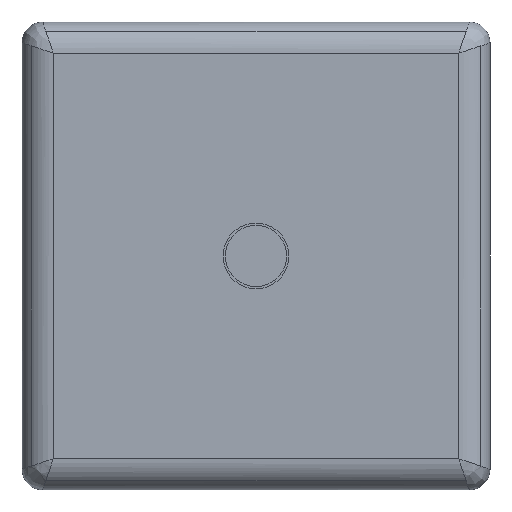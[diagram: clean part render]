
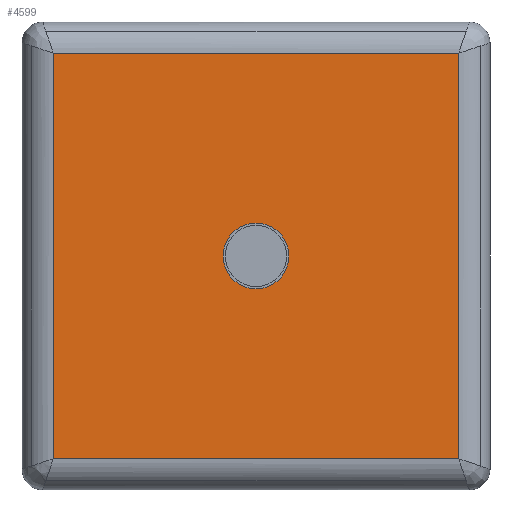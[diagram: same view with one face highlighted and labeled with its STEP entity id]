
A CAD part, top view. The second image highlights one B-rep face of the part: STEP entity #4599.
In plain terms, the highlighted planar face has unit normal (0, 0, 1).
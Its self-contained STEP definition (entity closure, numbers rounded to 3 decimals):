
#40 = VERTEX_POINT ( 'NONE', #3015 ) ;
#42 = AXIS2_PLACEMENT_3D ( 'NONE', #2065, #5464, #1627 ) ;
#162 = CARTESIAN_POINT ( 'NONE',  ( 22.5, -19.338, 3. ) ) ;
#190 = EDGE_CURVE ( 'NONE', #4011, #1386, #1874, .T. ) ;
#278 = DIRECTION ( 'NONE',  ( -1., 0., 0. ) ) ;
#304 = DIRECTION ( 'NONE',  ( 0., 0., -1. ) ) ;
#502 = LINE ( 'NONE', #3929, #1856 ) ;
#727 = ORIENTED_EDGE ( 'NONE', *, *, #1461, .T. ) ;
#739 = FACE_OUTER_BOUND ( 'NONE', #5135, .T. ) ;
#740 = VERTEX_POINT ( 'NONE', #3639 ) ;
#819 = CARTESIAN_POINT ( 'NONE',  ( 45., -22.5, 3. ) ) ;
#889 = VERTEX_POINT ( 'NONE', #3362 ) ;
#908 = ORIENTED_EDGE ( 'NONE', *, *, #2284, .F. ) ;
#1016 = CIRCLE ( 'NONE', #42, 3.162 ) ;
#1219 = ORIENTED_EDGE ( 'NONE', *, *, #190, .F. ) ;
#1241 = ORIENTED_EDGE ( 'NONE', *, *, #1269, .F. ) ;
#1269 = EDGE_CURVE ( 'NONE', #1386, #889, #1687, .T. ) ;
#1386 = VERTEX_POINT ( 'NONE', #4903 ) ;
#1461 = EDGE_CURVE ( 'NONE', #740, #40, #1016, .T. ) ;
#1627 = DIRECTION ( 'NONE',  ( -1., 0., 0. ) ) ;
#1687 = LINE ( 'NONE', #5118, #3508 ) ;
#1856 = VECTOR ( 'NONE', #4435, 1000. ) ;
#1874 = LINE ( 'NONE', #5331, #3497 ) ;
#1918 = AXIS2_PLACEMENT_3D ( 'NONE', #819, #3698, #5067 ) ;
#1956 = CARTESIAN_POINT ( 'NONE',  ( 22.5, -22.5, 3. ) ) ;
#2035 = VERTEX_POINT ( 'NONE', #162 ) ;
#2065 = CARTESIAN_POINT ( 'NONE',  ( 22.5, -22.5, 3. ) ) ;
#2071 = ORIENTED_EDGE ( 'NONE', *, *, #4045, .T. ) ;
#2198 = DIRECTION ( 'NONE',  ( -1., 0., 0. ) ) ;
#2248 = CARTESIAN_POINT ( 'NONE',  ( 22.5, -22.5, 3. ) ) ;
#2284 = EDGE_CURVE ( 'NONE', #3758, #4011, #2454, .T. ) ;
#2454 = LINE ( 'NONE', #4218, #2789 ) ;
#2565 = DIRECTION ( 'NONE',  ( 1., 0., 0. ) ) ;
#2723 = AXIS2_PLACEMENT_3D ( 'NONE', #2248, #5175, #3965 ) ;
#2762 = CARTESIAN_POINT ( 'NONE',  ( 42., -42., 3. ) ) ;
#2789 = VECTOR ( 'NONE', #2198, 1000. ) ;
#2836 = DIRECTION ( 'NONE',  ( -1., 0., 0. ) ) ;
#2870 = EDGE_CURVE ( 'NONE', #889, #3758, #502, .T. ) ;
#2890 = FACE_BOUND ( 'NONE', #3481, .T. ) ;
#3015 = CARTESIAN_POINT ( 'NONE',  ( 19.338, -22.5, 3. ) ) ;
#3048 = EDGE_CURVE ( 'NONE', #40, #2035, #4803, .T. ) ;
#3065 = CIRCLE ( 'NONE', #3953, 3.162 ) ;
#3179 = CARTESIAN_POINT ( 'NONE',  ( 22.5, -22.5, 3. ) ) ;
#3362 = CARTESIAN_POINT ( 'NONE',  ( 42., -3., 3. ) ) ;
#3481 = EDGE_LOOP ( 'NONE', ( #727, #4677, #2071, #3886 ) ) ;
#3497 = VECTOR ( 'NONE', #5277, 1000. ) ;
#3508 = VECTOR ( 'NONE', #2565, 1000. ) ;
#3639 = CARTESIAN_POINT ( 'NONE',  ( 22.5, -25.663, 3. ) ) ;
#3698 = DIRECTION ( 'NONE',  ( 0., 0., 1. ) ) ;
#3740 = ORIENTED_EDGE ( 'NONE', *, *, #2870, .F. ) ;
#3758 = VERTEX_POINT ( 'NONE', #2762 ) ;
#3831 = VERTEX_POINT ( 'NONE', #5502 ) ;
#3886 = ORIENTED_EDGE ( 'NONE', *, *, #5332, .T. ) ;
#3929 = CARTESIAN_POINT ( 'NONE',  ( 42., -22.5, 3. ) ) ;
#3953 = AXIS2_PLACEMENT_3D ( 'NONE', #1956, #4518, #278 ) ;
#3965 = DIRECTION ( 'NONE',  ( -1., 0., 0. ) ) ;
#4011 = VERTEX_POINT ( 'NONE', #4772 ) ;
#4045 = EDGE_CURVE ( 'NONE', #2035, #3831, #5401, .T. ) ;
#4218 = CARTESIAN_POINT ( 'NONE',  ( 0., -42., 3. ) ) ;
#4435 = DIRECTION ( 'NONE',  ( 0., -1., 0. ) ) ;
#4518 = DIRECTION ( 'NONE',  ( 0., 0., -1. ) ) ;
#4585 = PLANE ( 'NONE',  #1918 ) ;
#4599 = ADVANCED_FACE ( 'NONE', ( #2890, #739 ), #4585, .T. ) ;
#4620 = AXIS2_PLACEMENT_3D ( 'NONE', #3179, #304, #2836 ) ;
#4677 = ORIENTED_EDGE ( 'NONE', *, *, #3048, .T. ) ;
#4772 = CARTESIAN_POINT ( 'NONE',  ( 3., -42., 3. ) ) ;
#4803 = CIRCLE ( 'NONE', #4620, 3.162 ) ;
#4903 = CARTESIAN_POINT ( 'NONE',  ( 3., -3., 3. ) ) ;
#5067 = DIRECTION ( 'NONE',  ( 1., 0., 0. ) ) ;
#5118 = CARTESIAN_POINT ( 'NONE',  ( 0., -3., 3. ) ) ;
#5135 = EDGE_LOOP ( 'NONE', ( #908, #3740, #1241, #1219 ) ) ;
#5175 = DIRECTION ( 'NONE',  ( 0., 0., -1. ) ) ;
#5277 = DIRECTION ( 'NONE',  ( 0., 1., 0. ) ) ;
#5331 = CARTESIAN_POINT ( 'NONE',  ( 3., -22.5, 3. ) ) ;
#5332 = EDGE_CURVE ( 'NONE', #3831, #740, #3065, .T. ) ;
#5401 = CIRCLE ( 'NONE', #2723, 3.162 ) ;
#5464 = DIRECTION ( 'NONE',  ( 0., 0., -1. ) ) ;
#5502 = CARTESIAN_POINT ( 'NONE',  ( 25.662, -22.5, 3. ) ) ;
